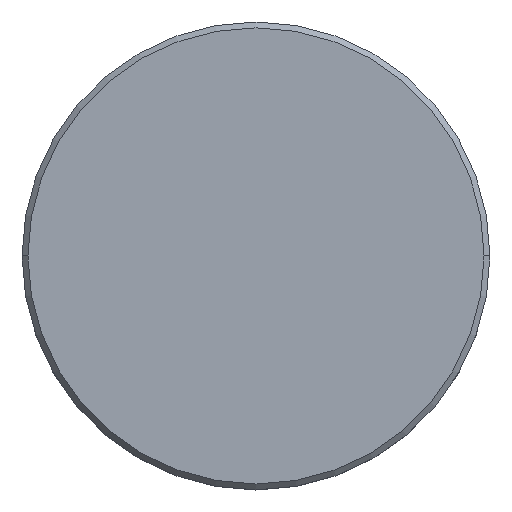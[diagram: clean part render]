
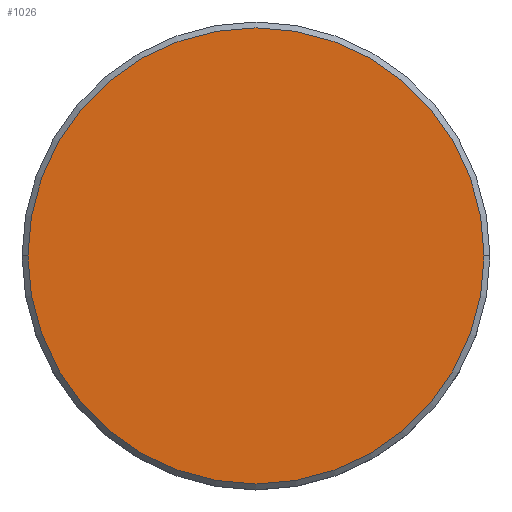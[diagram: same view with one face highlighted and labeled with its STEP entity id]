
A CAD part, top view. The second image highlights one B-rep face of the part: STEP entity #1026.
In plain terms, the highlighted planar face has unit normal (0, 0, 1).
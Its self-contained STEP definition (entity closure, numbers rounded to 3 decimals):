
#31 = DIRECTION ( 'NONE',  ( 0., 0., 1. ) ) ;
#50 = DIRECTION ( 'NONE',  ( 1., 0., 0. ) ) ;
#54 = VERTEX_POINT ( 'NONE', #1037 ) ;
#68 = DIRECTION ( 'NONE',  ( 1., 0., 0. ) ) ;
#76 = CARTESIAN_POINT ( 'NONE',  ( -19.5, 0., 0. ) ) ;
#129 = EDGE_LOOP ( 'NONE', ( #892, #427 ) ) ;
#147 = DIRECTION ( 'NONE',  ( 0., 0., 1. ) ) ;
#221 = CARTESIAN_POINT ( 'NONE',  ( 0., 0., 0. ) ) ;
#314 = CIRCLE ( 'NONE', #626, 19.5 ) ;
#316 = DIRECTION ( 'NONE',  ( 1., 0., 0. ) ) ;
#386 = EDGE_CURVE ( 'NONE', #54, #1049, #314, .T. ) ;
#414 = AXIS2_PLACEMENT_3D ( 'NONE', #1141, #31, #316 ) ;
#427 = ORIENTED_EDGE ( 'NONE', *, *, #386, .T. ) ;
#490 = DIRECTION ( 'NONE',  ( 0., 0., 1. ) ) ;
#535 = CARTESIAN_POINT ( 'NONE',  ( 0., 0., 0. ) ) ;
#599 = CIRCLE ( 'NONE', #414, 19.5 ) ;
#626 = AXIS2_PLACEMENT_3D ( 'NONE', #221, #490, #50 ) ;
#627 = FACE_OUTER_BOUND ( 'NONE', #129, .T. ) ;
#869 = EDGE_CURVE ( 'NONE', #1049, #54, #599, .T. ) ;
#892 = ORIENTED_EDGE ( 'NONE', *, *, #869, .T. ) ;
#996 = PLANE ( 'NONE',  #1063 ) ;
#1026 = ADVANCED_FACE ( 'NONE', ( #627 ), #996, .T. ) ;
#1037 = CARTESIAN_POINT ( 'NONE',  ( 19.5, 0., 0. ) ) ;
#1049 = VERTEX_POINT ( 'NONE', #76 ) ;
#1063 = AXIS2_PLACEMENT_3D ( 'NONE', #535, #147, #68 ) ;
#1141 = CARTESIAN_POINT ( 'NONE',  ( 0., 0., 0. ) ) ;
